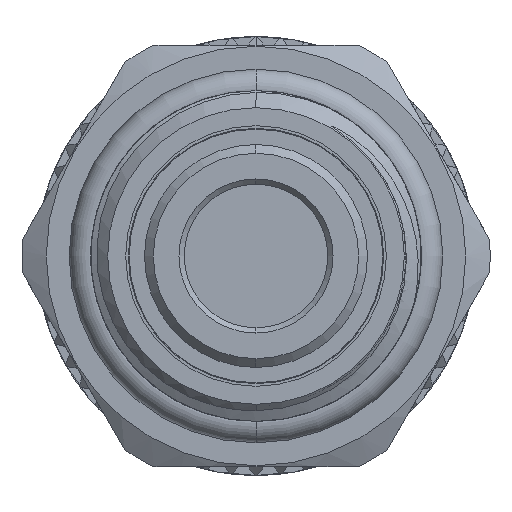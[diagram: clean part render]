
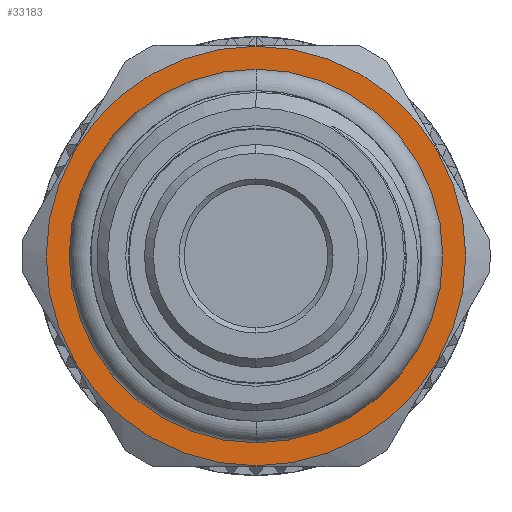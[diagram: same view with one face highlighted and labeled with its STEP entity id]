
A CAD part, left-side view. The second image highlights one B-rep face of the part: STEP entity #33183.
In plain terms, the highlighted planar face has unit normal (-1, 0, 0).
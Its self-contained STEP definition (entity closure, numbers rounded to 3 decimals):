
#599 = CIRCLE ( 'NONE', #17459, 11.95 ) ;
#1114 = EDGE_CURVE ( 'NONE', #14056, #4887, #20059, .T. ) ;
#2031 = ORIENTED_EDGE ( 'NONE', *, *, #11074, .T. ) ;
#2994 = EDGE_CURVE ( 'NONE', #14398, #24534, #8562, .T. ) ;
#3481 = DIRECTION ( 'NONE',  ( -1., 0., 0. ) ) ;
#4887 = VERTEX_POINT ( 'NONE', #26485 ) ;
#6136 = EDGE_LOOP ( 'NONE', ( #19052, #36898 ) ) ;
#7869 = DIRECTION ( 'NONE',  ( -1., 0., 0. ) ) ;
#8562 = CIRCLE ( 'NONE', #15034, 11.95 ) ;
#8640 = CIRCLE ( 'NONE', #32065, 8.395 ) ;
#9789 = CARTESIAN_POINT ( 'NONE',  ( 27.943, 0., -11.95 ) ) ;
#11074 = EDGE_CURVE ( 'NONE', #24534, #14398, #599, .T. ) ;
#11245 = EDGE_LOOP ( 'NONE', ( #2031, #24015 ) ) ;
#12288 = PLANE ( 'NONE',  #18258 ) ;
#12477 = FACE_BOUND ( 'NONE', #6136, .T. ) ;
#12692 = CARTESIAN_POINT ( 'NONE',  ( 27.943, 0., 0. ) ) ;
#13133 = DIRECTION ( 'NONE',  ( 0., 0., 1. ) ) ;
#14056 = VERTEX_POINT ( 'NONE', #22338 ) ;
#14398 = VERTEX_POINT ( 'NONE', #9789 ) ;
#14702 = CARTESIAN_POINT ( 'NONE',  ( 27.943, 0., 0. ) ) ;
#15034 = AXIS2_PLACEMENT_3D ( 'NONE', #27283, #16887, #21013 ) ;
#15138 = FACE_OUTER_BOUND ( 'NONE', #11245, .T. ) ;
#15411 = DIRECTION ( 'NONE',  ( -1., 0., 0. ) ) ;
#16887 = DIRECTION ( 'NONE',  ( -1., 0., 0. ) ) ;
#17459 = AXIS2_PLACEMENT_3D ( 'NONE', #14702, #3481, #23339 ) ;
#18258 = AXIS2_PLACEMENT_3D ( 'NONE', #35103, #35979, #24748 ) ;
#18552 = DIRECTION ( 'NONE',  ( 0., 0., 1. ) ) ;
#19052 = ORIENTED_EDGE ( 'NONE', *, *, #1114, .F. ) ;
#20059 = CIRCLE ( 'NONE', #32940, 8.395 ) ;
#21013 = DIRECTION ( 'NONE',  ( 0., 0., 1. ) ) ;
#21335 = EDGE_CURVE ( 'NONE', #4887, #14056, #8640, .T. ) ;
#22338 = CARTESIAN_POINT ( 'NONE',  ( 27.943, 0., 8.395 ) ) ;
#23339 = DIRECTION ( 'NONE',  ( 0., 0., 1. ) ) ;
#24015 = ORIENTED_EDGE ( 'NONE', *, *, #2994, .T. ) ;
#24531 = CARTESIAN_POINT ( 'NONE',  ( 27.943, 0., 11.95 ) ) ;
#24534 = VERTEX_POINT ( 'NONE', #24531 ) ;
#24748 = DIRECTION ( 'NONE',  ( 0., 0., 1. ) ) ;
#24985 = CARTESIAN_POINT ( 'NONE',  ( 27.943, 0., 0. ) ) ;
#26485 = CARTESIAN_POINT ( 'NONE',  ( 27.943, 0., -8.395 ) ) ;
#27283 = CARTESIAN_POINT ( 'NONE',  ( 27.943, 0., 0. ) ) ;
#32065 = AXIS2_PLACEMENT_3D ( 'NONE', #12692, #15411, #18552 ) ;
#32940 = AXIS2_PLACEMENT_3D ( 'NONE', #24985, #7869, #13133 ) ;
#33183 = ADVANCED_FACE ( 'NONE', ( #15138, #12477 ), #12288, .T. ) ;
#35103 = CARTESIAN_POINT ( 'NONE',  ( 27.943, 11.95, 0. ) ) ;
#35979 = DIRECTION ( 'NONE',  ( -1., 0., 0. ) ) ;
#36898 = ORIENTED_EDGE ( 'NONE', *, *, #21335, .F. ) ;
